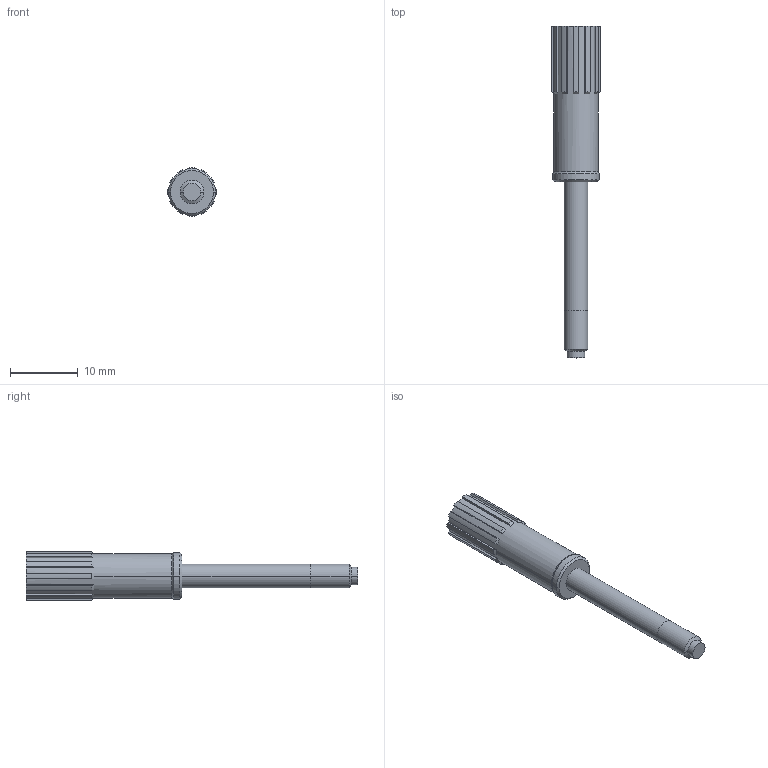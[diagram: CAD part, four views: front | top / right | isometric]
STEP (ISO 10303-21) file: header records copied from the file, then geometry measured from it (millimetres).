
FILE_DESCRIPTION((''),'2;1');
FILE_NAME('PSD_P_ASM','2022-09-22T10:58:03',('klemen.sitar'),('Audax d.o.o.'),'CREO PARAMETRIC BY PTC INC, 2021304','CREO PARAMETRIC BY PTC INC, 2021304','');
FILE_SCHEMA(('AP242_MANAGED_MODEL_BASED_3D_ENGINEERING_MIM_LF { 1 0 10303 442 1 1 4 }'));
Length unit declared in the file: millimetre
Products named in the file (3): PSD_P-30920; PSD_P-30920_1; PSD_P_ASM
Assembly tree (2 placements, depth 2):
  PSD_P_ASM
    PSD_P-30920
    PSD_P-30920_1
Bounding box: 7.2 x 49 x 7.2 mm (x, y, z)
Volume: 742.4 mm3; surface area: 1785.9 mm2
Topology: 2 solids, 3 shells, 91 faces, 245 edges, 162 vertices
Faces by surface type: plane 39, cylinder 32, cone 20
Entity records: 4843 total; most frequent: CARTESIAN_POINT 658, DIRECTION 526, ORIENTED_EDGE 482, PRESENTATION_STYLE_ASSIGNMENT 340, STYLED_ITEM 340, CURVE_STYLE 247, EDGE_CURVE 241, AXIS2_PLACEMENT_3D 204
